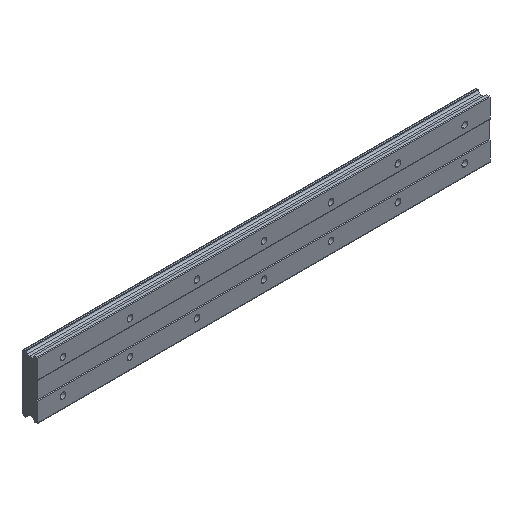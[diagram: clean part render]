
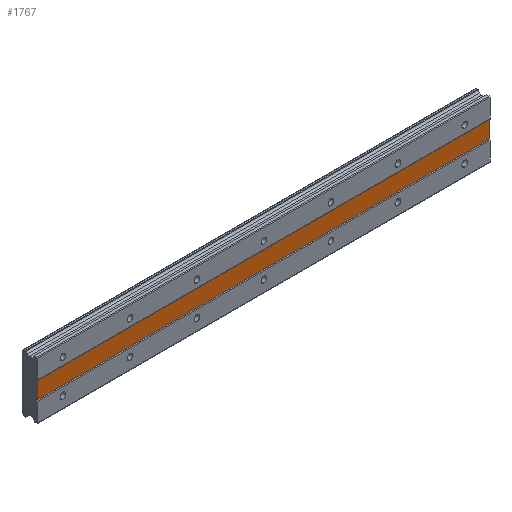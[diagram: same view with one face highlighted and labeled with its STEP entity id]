
A CAD part, isometric view. The second image highlights one B-rep face of the part: STEP entity #1767.
In plain terms, the highlighted planar face has unit normal (0, -1, 0).
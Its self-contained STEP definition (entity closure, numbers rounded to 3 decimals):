
#14 = CARTESIAN_POINT ( 'NONE',  ( -30., 1., 10. ) ) ;
#83 = VECTOR ( 'NONE', #568, 1000. ) ;
#92 = LINE ( 'NONE', #1867, #83 ) ;
#182 = EDGE_CURVE ( 'NONE', #2155, #2941, #2660, .T. ) ;
#345 = DIRECTION ( 'NONE',  ( 1., 0., 0. ) ) ;
#349 = AXIS2_PLACEMENT_3D ( 'NONE', #409, #1205, #3216 ) ;
#362 = VECTOR ( 'NONE', #3173, 1000. ) ;
#377 = CARTESIAN_POINT ( 'NONE',  ( 510., 1., 10. ) ) ;
#409 = CARTESIAN_POINT ( 'NONE',  ( 510., 1., 10. ) ) ;
#421 = PLANE ( 'NONE',  #349 ) ;
#568 = DIRECTION ( 'NONE',  ( 0., 0., -1. ) ) ;
#769 = VERTEX_POINT ( 'NONE', #14 ) ;
#805 = ORIENTED_EDGE ( 'NONE', *, *, #1630, .F. ) ;
#823 = CARTESIAN_POINT ( 'NONE',  ( -30., 1., 34.482 ) ) ;
#825 = VECTOR ( 'NONE', #345, 1000. ) ;
#836 = EDGE_CURVE ( 'NONE', #769, #2155, #840, .T. ) ;
#840 = LINE ( 'NONE', #823, #1750 ) ;
#854 = DIRECTION ( 'NONE',  ( 0., 0., -1. ) ) ;
#1112 = VERTEX_POINT ( 'NONE', #1946 ) ;
#1125 = LINE ( 'NONE', #377, #825 ) ;
#1205 = DIRECTION ( 'NONE',  ( 0., 1., 0. ) ) ;
#1238 = EDGE_CURVE ( 'NONE', #1112, #2941, #92, .T. ) ;
#1630 = EDGE_CURVE ( 'NONE', #769, #1112, #1125, .T. ) ;
#1681 = FACE_OUTER_BOUND ( 'NONE', #2106, .T. ) ;
#1682 = ORIENTED_EDGE ( 'NONE', *, *, #182, .T. ) ;
#1750 = VECTOR ( 'NONE', #854, 1000. ) ;
#1767 = ADVANCED_FACE ( 'NONE', ( #1681 ), #421, .F. ) ;
#1867 = CARTESIAN_POINT ( 'NONE',  ( 510., 1., 34.482 ) ) ;
#1946 = CARTESIAN_POINT ( 'NONE',  ( 510., 1., 10. ) ) ;
#2106 = EDGE_LOOP ( 'NONE', ( #1682, #2481, #805, #2632 ) ) ;
#2155 = VERTEX_POINT ( 'NONE', #2907 ) ;
#2162 = CARTESIAN_POINT ( 'NONE',  ( 510., 1., -10. ) ) ;
#2481 = ORIENTED_EDGE ( 'NONE', *, *, #1238, .F. ) ;
#2632 = ORIENTED_EDGE ( 'NONE', *, *, #836, .T. ) ;
#2660 = LINE ( 'NONE', #2162, #362 ) ;
#2863 = CARTESIAN_POINT ( 'NONE',  ( 510., 1., -10. ) ) ;
#2907 = CARTESIAN_POINT ( 'NONE',  ( -30., 1., -10. ) ) ;
#2941 = VERTEX_POINT ( 'NONE', #2863 ) ;
#3173 = DIRECTION ( 'NONE',  ( 1., 0., 0. ) ) ;
#3216 = DIRECTION ( 'NONE',  ( 0., 0., 1. ) ) ;
